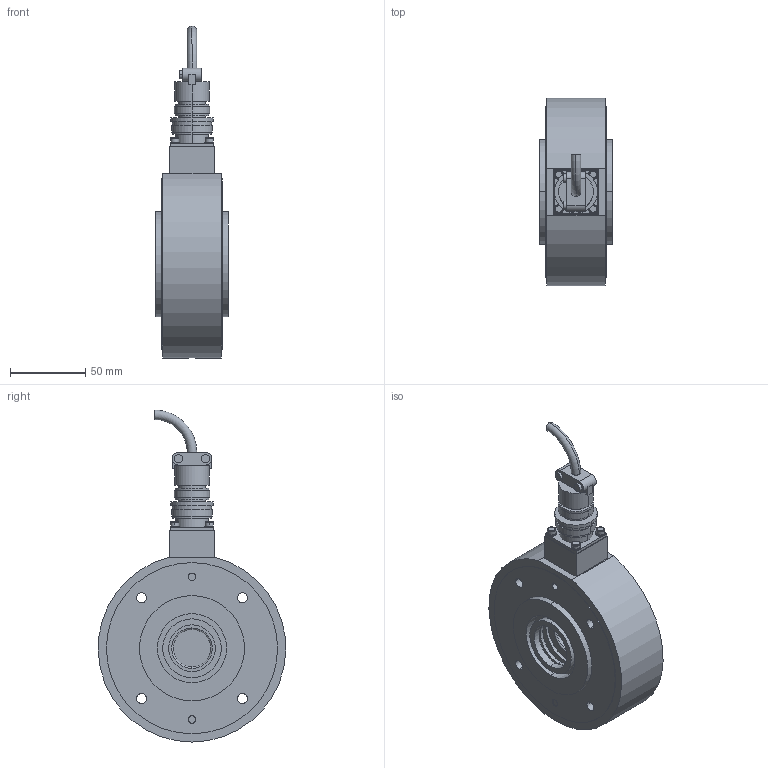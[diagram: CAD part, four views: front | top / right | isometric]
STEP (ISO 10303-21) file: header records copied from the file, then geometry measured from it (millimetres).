
FILE_DESCRIPTION((''),'2;1');
FILE_NAME('50256.stp','2007-09-21T16:29:35',(''),(''),'Mechanical Desktop 2007','Mechanical Desktop 2007',', , ');
FILE_SCHEMA(('CONFIG_CONTROL_DESIGN'));
Length unit declared in the file: millimetre
Products named in the file (27): ZEICHNUNG7; L50256; L4992504; L47956; TEIL1AAA; L47955; TEIL1A; L49026; TEIL1AA; I-6KT_SCHRAUBE_M6X35NKA; I-6KT_SCHRAUBE_M6X35NK; I-6KT_SCHRAUBE_M3X25A; I-6KT_SCHRAUBE_M3X25; FEDERRING_M3; FEDERRING_M3A; SICHERUNGSRING_J52; SICHERUNGSRING_J52A; V_RING_V31A; V_RING_V32A; L4340303; TEIL1; PENDELKUGELLAGER_1205TV; PENDELKUGELLAGER_1205TVA; FLANSCHDOSE_14S-2P_4-POLIG; FLANSCHDOSE_14S-2P_4-POLIGA; RM_SDBA; RM_SDB
Assembly tree (37 placements, depth 4):
  ZEICHNUNG7
    L50256
      L4992504
      L47956
        TEIL1AAA
      L47955
        TEIL1A
      L49026
        TEIL1AA
      I-6KT_SCHRAUBE_M6X35NKA
        I-6KT_SCHRAUBE_M6X35NK
      I-6KT_SCHRAUBE_M3X25A  x4
        I-6KT_SCHRAUBE_M3X25
      FEDERRING_M3  x4
        FEDERRING_M3A
      SICHERUNGSRING_J52
        SICHERUNGSRING_J52A
      V_RING_V31A
        V_RING_V32A
      L4340303  x2
        TEIL1
      PENDELKUGELLAGER_1205TV
        PENDELKUGELLAGER_1205TVA
      FLANSCHDOSE_14S-2P_4-POLIG
        FLANSCHDOSE_14S-2P_4-POLIGA
      RM_SDBA  x3
    RM_SDB  x3
Bounding box: 48.1 x 124.89 x 221.15 mm (x, y, z)
Volume: 480977.9 mm3; surface area: 142586.2 mm2
Topology: 19 solids, 19 shells, 374 faces, 889 edges, 590 vertices
Faces by surface type: cylinder 229, plane 105, torus 20, cone 18, bspline 2
Entity records: 9986 total; most frequent: DIRECTION 1822, CARTESIAN_POINT 1735, ORIENTED_EDGE 1384, AXIS2_PLACEMENT_3D 782, EDGE_CURVE 692, VERTEX_POINT 461, CIRCLE 430, EDGE_LOOP 405
